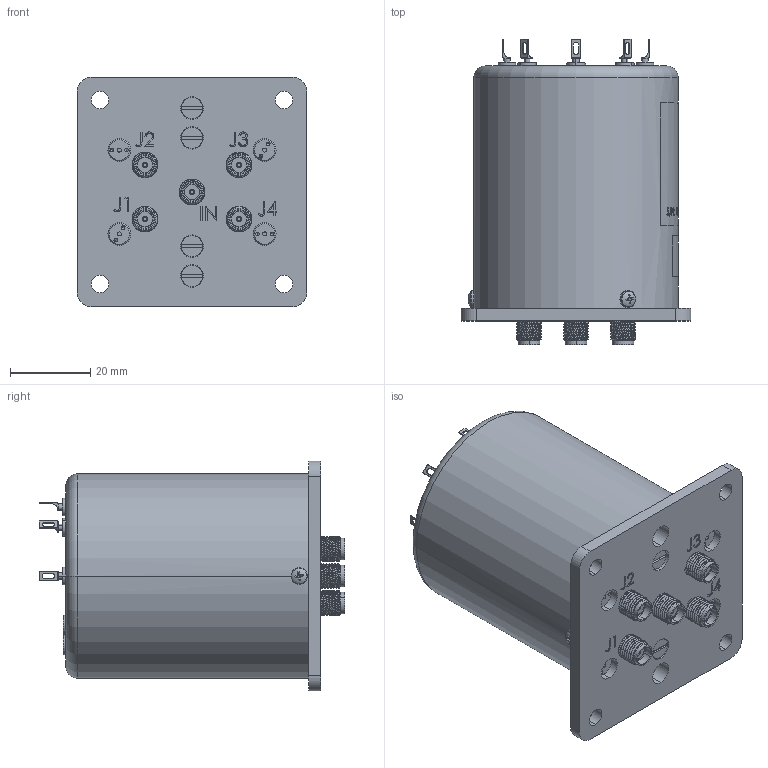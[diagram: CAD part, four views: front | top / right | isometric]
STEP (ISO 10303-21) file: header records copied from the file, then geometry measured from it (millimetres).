
FILE_DESCRIPTION (( 'STEP AP203' ), '1' );
FILE_NAME ('PE71S6513_3D.STEP', '2022-05-12T23:37:56', ( '' ), ( '' ), 'SwSTEP 2.0', 'SolidWorks 2021', '' );
FILE_SCHEMA (( 'CONFIG_CONTROL_DESIGN' ));
Length unit declared in the file: inch
Products named in the file (10): R13137-360^A14-0AM0L0-T Rev.1(2)_PE71S6513; R10432-e360^A14-0AM0L0-T Rev.1(2)_PE71S6513; A12L23Y01^A14-0AM0L0-T Rev.1(2)_PE71S6513; PE71S6513_3D; A16021Y01^A14-0AM0L0-T Rev.1(2)_PE71S6513; A16L21002^A14-0AM0L0-T Rev.1(2)_PE71S6513; R040691-e360_-03^A14-0AM0L0-T Rev.1(2)_PE71S6513; A16L24Y01^A14-0AM0L0-T Rev.1(2)_PE71S6513; A14-0AM0L0-T Rev.1(2)^PE71S6513; A12075Y04_-201^A14-0AM0L0-T Rev.1(2)_PE71S6513
Assembly tree (27 placements, depth 3):
  PE71S6513_3D
    A14-0AM0L0-T Rev.1(2)^PE71S6513
      A16L21002^A14-0AM0L0-T Rev.1(2)_PE71S6513
      A12L23Y01^A14-0AM0L0-T Rev.1(2)_PE71S6513  x4
      A16021Y01^A14-0AM0L0-T Rev.1(2)_PE71S6513  x5
      R13137-360^A14-0AM0L0-T Rev.1(2)_PE71S6513
      R040691-e360_-03^A14-0AM0L0-T Rev.1(2)_PE71S6513  x5
      R10432-e360^A14-0AM0L0-T Rev.1(2)_PE71S6513  x3
      A12075Y04_-201^A14-0AM0L0-T Rev.1(2)_PE71S6513  x3
      A16L24Y01^A14-0AM0L0-T Rev.1(2)_PE71S6513  x4
Bounding box: 57.15 x 75.92 x 57.15 mm (x, y, z)
Volume: 25538.2 mm3; surface area: 35621 mm2
Topology: 31 solids, 31 shells, 1229 faces, 3031 edges, 1975 vertices
Faces by surface type: cylinder 447, plane 440, bspline 220, cone 89, torus 30, sphere 3
Entity records: 31224 total; most frequent: CARTESIAN_POINT 15213, ORIENTED_EDGE 3314, DIRECTION 2416, EDGE_CURVE 1657, VERTEX_POINT 1096, AXIS2_PLACEMENT_3D 896, EDGE_LOOP 749, ADVANCED_FACE 647
